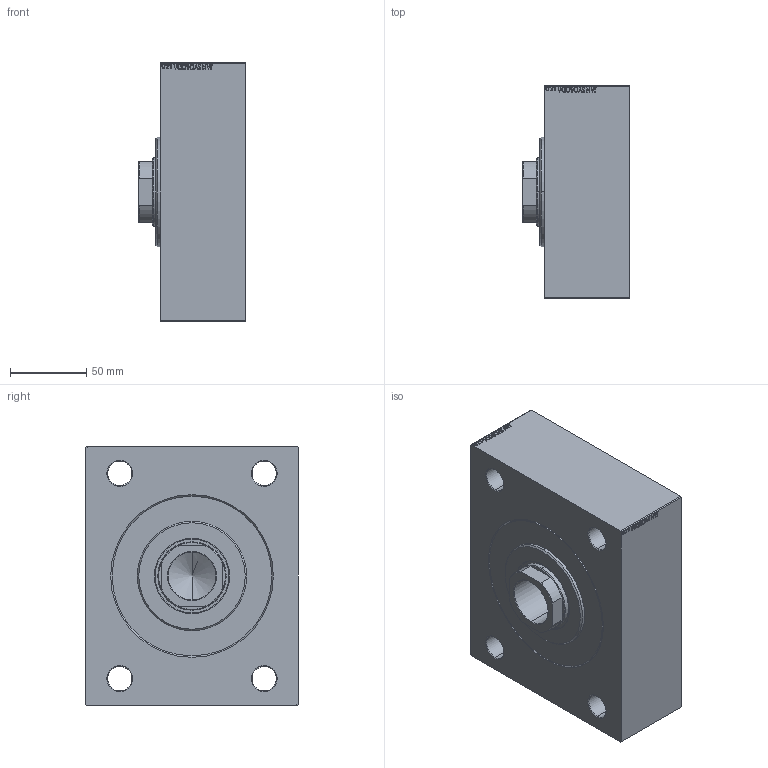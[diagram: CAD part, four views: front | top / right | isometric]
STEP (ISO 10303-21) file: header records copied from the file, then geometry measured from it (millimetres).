
FILE_DESCRIPTION (( 'STEP AP203' ), '1' );
FILE_NAME ('1a11.STEP', '2021-11-02T04:27:32', ( '' ), ( '' ), 'SwSTEP 2.0', 'SolidWorks 2019', '' );
FILE_SCHEMA (( 'CONFIG_CONTROL_DESIGN' ));
Length unit declared in the file: millimetre
Products named in the file (4): V450CM_VC_B 96cd88948192c78e1cda204abff8b551; V450CM_B_VCP 96cd88948192c78e1cda204abff8b551; V450CM_B 96cd88948192c78e1cda204abff8b551; 1a11
Assembly tree (3 placements, depth 2):
  1a11
    V450CM_B 96cd88948192c78e1cda204abff8b551
    V450CM_B_VCP 96cd88948192c78e1cda204abff8b551
    V450CM_VC_B 96cd88948192c78e1cda204abff8b551
Bounding box: 70 x 140 x 170 mm (x, y, z)
Volume: 1219591.1 mm3; surface area: 165291.3 mm2
Topology: 3 solids, 3 shells, 848 faces, 2177 edges, 1439 vertices
Faces by surface type: plane 400, bspline 380, cylinder 38, cone 30
Entity records: 43481 total; most frequent: CARTESIAN_POINT 24968, ORIENTED_EDGE 4350, DIRECTION 2463, EDGE_CURVE 2175, VERTEX_POINT 1439, LINE 1299, VECTOR 1299, EDGE_LOOP 964
